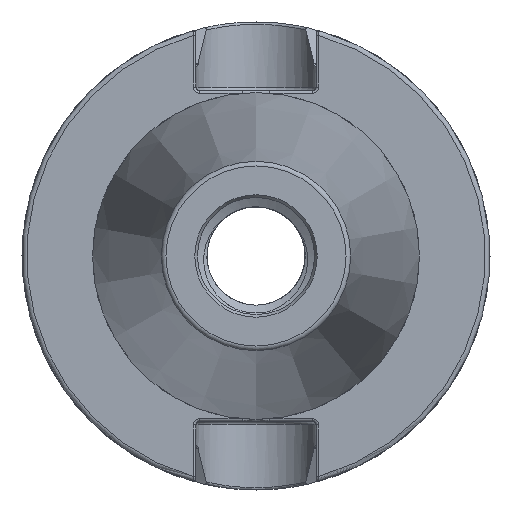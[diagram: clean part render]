
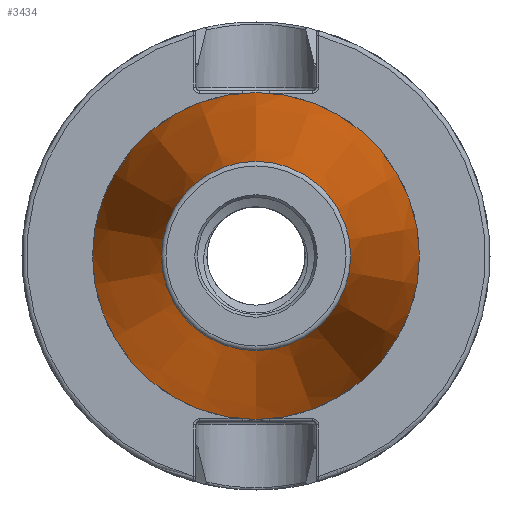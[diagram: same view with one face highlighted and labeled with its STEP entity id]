
A CAD part, left-side view. The second image highlights one B-rep face of the part: STEP entity #3434.
In plain terms, the highlighted conical face has half-angle 8.297 degrees and reference radius 27.576 mm.
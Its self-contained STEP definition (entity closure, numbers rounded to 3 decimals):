
#28=CONICAL_SURFACE('',#3707,27.575,0.145);
#298=FACE_OUTER_BOUND('',#502,.T.);
#502=EDGE_LOOP('',(#3106,#3107,#3108,#3109));
#601=CIRCLE('',#3706,34.925);
#602=CIRCLE('',#3708,20.226);
#1038=LINE('',#14748,#1167);
#1167=VECTOR('',#4356,27.575);
#1511=VERTEX_POINT('',#14742);
#1512=VERTEX_POINT('',#14746);
#2042=EDGE_CURVE('',#1511,#1511,#601,.T.);
#2044=EDGE_CURVE('',#1512,#1512,#602,.T.);
#2045=EDGE_CURVE('',#1512,#1511,#1038,.T.);
#3106=ORIENTED_EDGE('',*,*,#2044,.F.);
#3107=ORIENTED_EDGE('',*,*,#2045,.T.);
#3108=ORIENTED_EDGE('',*,*,#2042,.T.);
#3109=ORIENTED_EDGE('',*,*,#2045,.F.);
#3434=ADVANCED_FACE('',(#298),#28,.T.);
#3706=AXIS2_PLACEMENT_3D('',#14743,#4349,#4350);
#3707=AXIS2_PLACEMENT_3D('',#14745,#4352,#4353);
#3708=AXIS2_PLACEMENT_3D('',#14747,#4354,#4355);
#4349=DIRECTION('center_axis',(-1.,0.,0.));
#4350=DIRECTION('ref_axis',(0.,0.,1.));
#4352=DIRECTION('center_axis',(1.,0.,0.));
#4353=DIRECTION('ref_axis',(0.,0.,1.));
#4354=DIRECTION('center_axis',(-1.,0.,0.));
#4355=DIRECTION('ref_axis',(0.,0.,1.));
#4356=DIRECTION('',(0.99,0.,-0.144));
#14742=CARTESIAN_POINT('',(0.,0.,
-34.925));
#14743=CARTESIAN_POINT('Origin',(0.,0.,0.));
#14745=CARTESIAN_POINT('Origin',(-50.397,0.,0.));
#14746=CARTESIAN_POINT('',(-100.794,0.,-20.226));
#14747=CARTESIAN_POINT('Origin',(-100.794,0.,0.));
#14748=CARTESIAN_POINT('',(-50.397,0.,-27.575));
